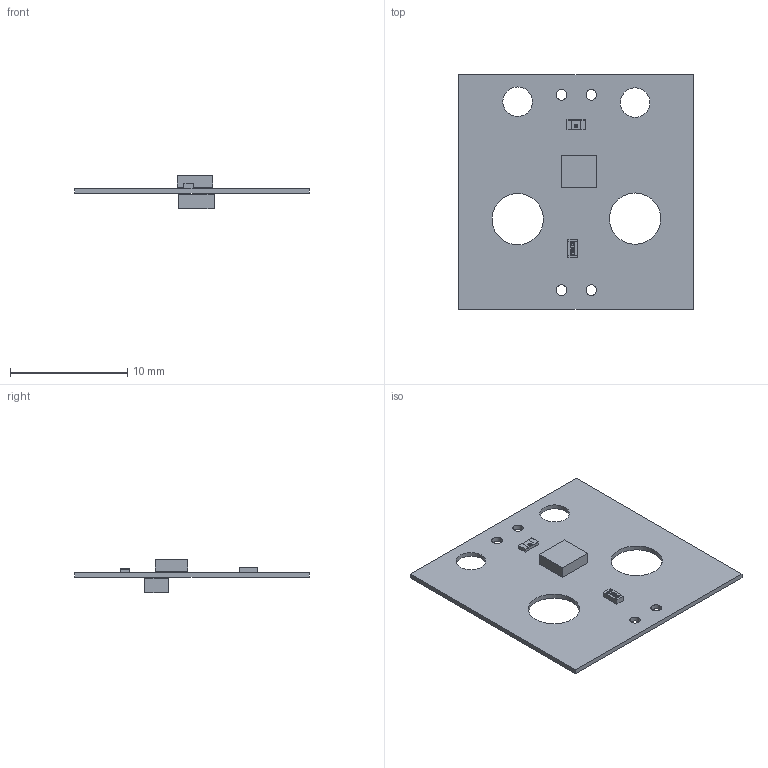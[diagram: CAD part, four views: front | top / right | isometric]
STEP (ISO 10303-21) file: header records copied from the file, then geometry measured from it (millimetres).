
FILE_DESCRIPTION(('Open CASCADE Model'),'2;1');
FILE_NAME('Open CASCADE Shape Model','2022-07-05T14:55:22',('Author'),( 'Open CASCADE'),'Open CASCADE STEP processor 6.8','Open CASCADE 6.8' ,'Unknown');
FILE_SCHEMA(('AUTOMOTIVE_DESIGN { 1 0 10303 214 1 1 1 1 }'));
Length unit declared in the file: millimetre
Products named in the file (13): PCB; Board; Open CASCADE STEP translator 6.8 1.1.1; U1; 5869795120; Extruded; R1; R0603; Q2; 5869785200; C1; User_Library-0603_SMD_Capacitor
Assembly tree (12 placements, depth 4):
  PCB
    Board
      Open CASCADE STEP translator 6.8 1.1.1
    U1
      5869795120
        Extruded
    R1
      R0603
    Q2
      5869785200
        Extruded
    C1
      User_Library-0603_SMD_Capacitor
Bounding box: 20 x 20 x 2.81 mm (x, y, z)
Volume: 164.2 mm3; surface area: 834.8 mm2
Topology: 6 solids, 6 shells, 189 faces, 463 edges, 290 vertices
Faces by surface type: bspline 88, plane 65, cylinder 28, sphere 8
Full cylindrical faces by diameter (mm): 0.9 x4, 2.52 x2, 4.37 x2
Entity records: 13933 total; most frequent: CARTESIAN_POINT 9107, ORIENTED_EDGE 910, DIRECTION 555, EDGE_CURVE 455, VERTEX_POINT 290, LINE 231, VECTOR 231, FACE_BOUND 217
